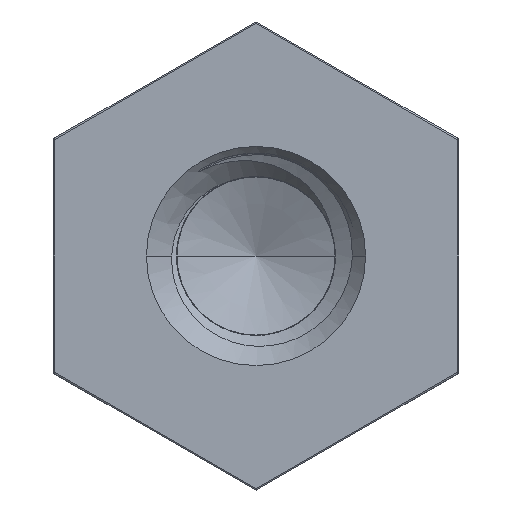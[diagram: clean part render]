
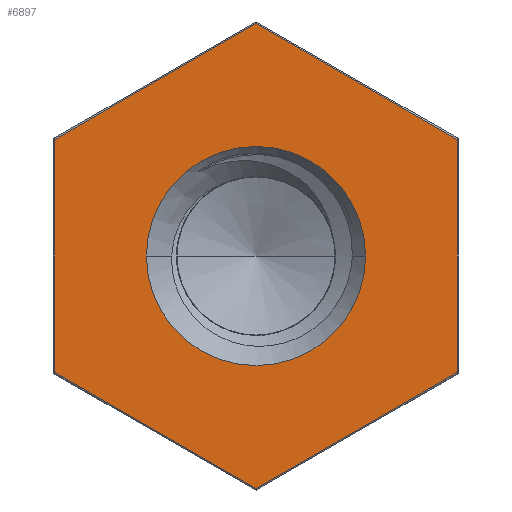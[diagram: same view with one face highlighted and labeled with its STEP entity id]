
A CAD part, left-side view. The second image highlights one B-rep face of the part: STEP entity #6897.
In plain terms, the highlighted planar face has unit normal (-1, 0, 0).
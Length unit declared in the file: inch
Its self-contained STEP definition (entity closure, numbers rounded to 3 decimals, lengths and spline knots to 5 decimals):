
#1946=DIRECTION('',(0.,-0.866,0.5));
#1947=VECTOR('',#1946,0.28637);
#1948=CARTESIAN_POINT('',(-1.5,0.,-0.28637));
#1949=LINE('',#1948,#1947);
#1953=DIRECTION('',(0.,-0.866,-0.5));
#1954=VECTOR('',#1953,0.28637);
#1955=CARTESIAN_POINT('',(-1.5,0.248,-0.14318));
#1956=LINE('',#1955,#1954);
#1960=DIRECTION('',(0.,0.,-1.));
#1961=VECTOR('',#1960,0.28637);
#1962=CARTESIAN_POINT('',(-1.5,0.248,0.14318));
#1963=LINE('',#1962,#1961);
#1967=DIRECTION('',(0.,0.866,-0.5));
#1968=VECTOR('',#1967,0.28637);
#1969=CARTESIAN_POINT('',(-1.5,0.,0.28637));
#1970=LINE('',#1969,#1968);
#1974=DIRECTION('',(0.,0.866,0.5));
#1975=VECTOR('',#1974,0.28637);
#1976=CARTESIAN_POINT('',(-1.5,-0.248,0.14318));
#1977=LINE('',#1976,#1975);
#1981=DIRECTION('',(0.,0.,1.));
#1982=VECTOR('',#1981,0.28637);
#1983=CARTESIAN_POINT('',(-1.5,-0.248,-0.14318));
#1984=LINE('',#1983,#1982);
#1988=CARTESIAN_POINT('',(-1.5,0.,0.));
#1989=DIRECTION('',(1.,0.,0.));
#1990=DIRECTION('',(0.,1.,0.));
#1991=AXIS2_PLACEMENT_3D('',#1988,#1989,#1990);
#1996=CARTESIAN_POINT('',(-1.5,0.,0.));
#1997=DIRECTION('',(1.,0.,0.));
#1998=DIRECTION('',(0.,-1.,0.));
#1999=AXIS2_PLACEMENT_3D('',#1996,#1997,#1998);
#4907=CARTESIAN_POINT('',(-1.5,0.135,0.));
#4908=CARTESIAN_POINT('',(-1.5,-0.135,0.));
#4909=VERTEX_POINT('',#4907);
#4910=VERTEX_POINT('',#4908);
#4923=CARTESIAN_POINT('',(-1.5,0.,-0.28637));
#4924=CARTESIAN_POINT('',(-1.5,-0.248,-0.14318));
#4925=VERTEX_POINT('',#4923);
#4926=VERTEX_POINT('',#4924);
#4935=CARTESIAN_POINT('',(-1.5,-0.248,0.14318));
#4936=VERTEX_POINT('',#4935);
#4983=CARTESIAN_POINT('',(-1.5,0.,0.28637));
#4984=VERTEX_POINT('',#4983);
#4985=CARTESIAN_POINT('',(-1.5,0.248,0.14318));
#4986=VERTEX_POINT('',#4985);
#4987=CARTESIAN_POINT('',(-1.5,0.248,-0.14318));
#4988=VERTEX_POINT('',#4987);
#6874=CARTESIAN_POINT('',(-1.5,0.,0.));
#6875=DIRECTION('',(1.,0.,0.));
#6876=DIRECTION('',(0.,-1.,0.));
#6877=AXIS2_PLACEMENT_3D('',#6874,#6875,#6876);
#6878=PLANE('',#6877);
#6879=ORIENTED_EDGE('',*,*,#6865,.F.);
#6881=ORIENTED_EDGE('',*,*,#6880,.F.);
#6883=ORIENTED_EDGE('',*,*,#6882,.F.);
#6885=ORIENTED_EDGE('',*,*,#6884,.F.);
#6887=ORIENTED_EDGE('',*,*,#6886,.F.);
#6888=ORIENTED_EDGE('',*,*,#6786,.F.);
#6889=EDGE_LOOP('',(#6879,#6881,#6883,#6885,#6887,#6888));
#6890=FACE_OUTER_BOUND('',#6889,.F.);
#6892=ORIENTED_EDGE('',*,*,#6891,.F.);
#6894=ORIENTED_EDGE('',*,*,#6893,.F.);
#6895=EDGE_LOOP('',(#6892,#6894));
#6896=FACE_BOUND('',#6895,.F.);
#1992=CIRCLE('',#1991,0.135);
#2000=CIRCLE('',#1999,0.135);
#6786=EDGE_CURVE('',#4926,#4936,#1984,.T.);
#6865=EDGE_CURVE('',#4925,#4926,#1949,.T.);
#6880=EDGE_CURVE('',#4988,#4925,#1956,.T.);
#6882=EDGE_CURVE('',#4986,#4988,#1963,.T.);
#6884=EDGE_CURVE('',#4984,#4986,#1970,.T.);
#6886=EDGE_CURVE('',#4936,#4984,#1977,.T.);
#6891=EDGE_CURVE('',#4909,#4910,#1992,.T.);
#6893=EDGE_CURVE('',#4910,#4909,#2000,.T.);
#6897=ADVANCED_FACE('',(#6890,#6896),#6878,.F.);
